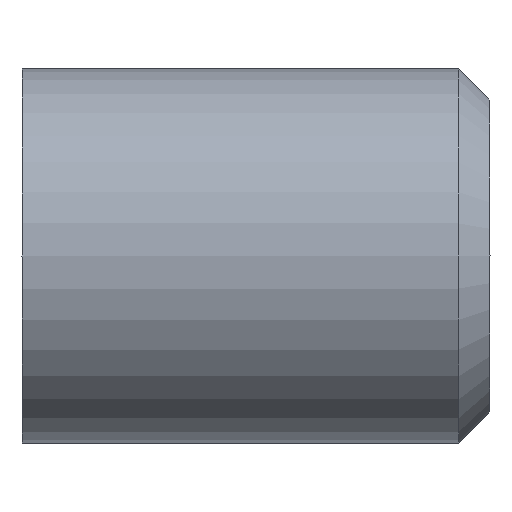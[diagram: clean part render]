
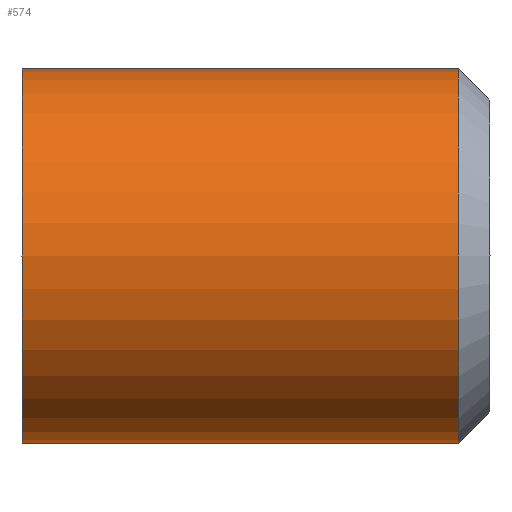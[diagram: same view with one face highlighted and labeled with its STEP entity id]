
A CAD part, left-side view. The second image highlights one B-rep face of the part: STEP entity #574.
In plain terms, the highlighted cylindrical face has radius 6 mm (diameter 12 mm), a partial arc.
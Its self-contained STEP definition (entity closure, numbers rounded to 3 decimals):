
#50=CYLINDRICAL_SURFACE('',#635,6.);
#72=FACE_OUTER_BOUND('',#112,.T.);
#112=EDGE_LOOP('',(#439,#440,#441,#442));
#160=LINE('',#903,#202);
#163=LINE('',#913,#205);
#202=VECTOR('',#711,10.);
#205=VECTOR('',#720,10.);
#244=CIRCLE('',#629,6.);
#247=CIRCLE('',#636,6.);
#279=VERTEX_POINT('',#897);
#281=VERTEX_POINT('',#901);
#283=VERTEX_POINT('',#909);
#285=VERTEX_POINT('',#912);
#331=EDGE_CURVE('',#281,#279,#160,.T.);
#335=EDGE_CURVE('',#285,#283,#163,.T.);
#341=EDGE_CURVE('',#279,#283,#244,.T.);
#348=EDGE_CURVE('',#281,#285,#247,.T.);
#439=ORIENTED_EDGE('',*,*,#341,.F.);
#440=ORIENTED_EDGE('',*,*,#331,.F.);
#441=ORIENTED_EDGE('',*,*,#348,.T.);
#442=ORIENTED_EDGE('',*,*,#335,.T.);
#574=ADVANCED_FACE('',(#72),#50,.T.);
#629=AXIS2_PLACEMENT_3D('',#923,#729,#730);
#635=AXIS2_PLACEMENT_3D('',#935,#745,#746);
#636=AXIS2_PLACEMENT_3D('',#936,#747,#748);
#711=DIRECTION('',(0.,-1.,0.));
#720=DIRECTION('',(0.,-1.,0.));
#729=DIRECTION('center_axis',(0.,-1.,0.));
#730=DIRECTION('ref_axis',(-1.,0.,0.));
#745=DIRECTION('center_axis',(0.,-1.,0.));
#746=DIRECTION('ref_axis',(-1.,0.,0.));
#747=DIRECTION('center_axis',(0.,-1.,0.));
#748=DIRECTION('ref_axis',(1.,0.,0.));
#897=CARTESIAN_POINT('',(-65.,104.,234.621));
#901=CARTESIAN_POINT('',(-65.,118.,234.621));
#903=CARTESIAN_POINT('',(-65.,118.,234.621));
#909=CARTESIAN_POINT('',(-65.,104.,222.621));
#912=CARTESIAN_POINT('',(-65.,118.,222.621));
#913=CARTESIAN_POINT('',(-65.,118.,222.621));
#923=CARTESIAN_POINT('Origin',(-65.,104.,228.621));
#935=CARTESIAN_POINT('Origin',(-65.,118.,228.621));
#936=CARTESIAN_POINT('Origin',(-65.,118.,228.621));
